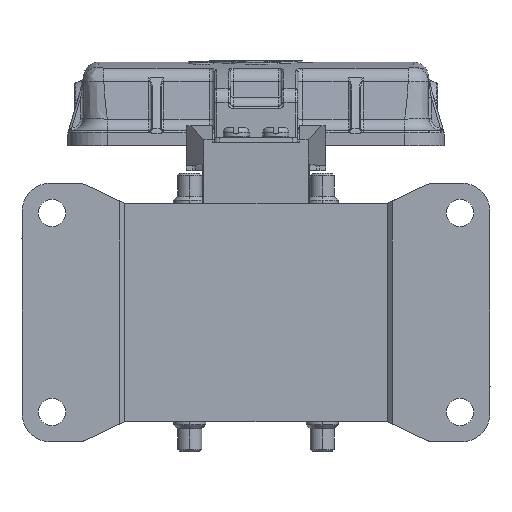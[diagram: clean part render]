
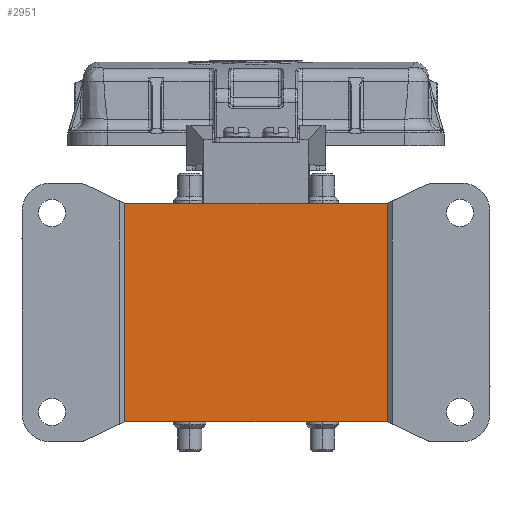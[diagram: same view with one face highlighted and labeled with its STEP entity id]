
A CAD part, front view. The second image highlights one B-rep face of the part: STEP entity #2951.
In plain terms, the highlighted planar face has unit normal (0, -1, 0).
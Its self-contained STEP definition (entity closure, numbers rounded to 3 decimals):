
#706=B_SPLINE_CURVE_WITH_KNOTS('',3,(#42494,#42495,#42496,#42497),
 .UNSPECIFIED.,.F.,.F.,(4,4),(0.,1.),.UNSPECIFIED.);
#824=B_SPLINE_CURVE_WITH_KNOTS('',3,(#44439,#44440,#44441,#44442),
 .UNSPECIFIED.,.F.,.F.,(4,4),(0.,1.),.UNSPECIFIED.);
#826=B_SPLINE_CURVE_WITH_KNOTS('',3,(#44459,#44460,#44461,#44462),
 .UNSPECIFIED.,.F.,.F.,(4,4),(0.,1.),.UNSPECIFIED.);
#828=B_SPLINE_CURVE_WITH_KNOTS('',3,(#44473,#44474,#44475,#44476),
 .UNSPECIFIED.,.F.,.F.,(4,4),(0.,1.),.UNSPECIFIED.);
#830=B_SPLINE_CURVE_WITH_KNOTS('',3,(#44483,#44484,#44485,#44486),
 .UNSPECIFIED.,.F.,.F.,(4,4),(0.,1.),.UNSPECIFIED.);
#831=B_SPLINE_CURVE_WITH_KNOTS('',3,(#44487,#44488,#44489,#44490),
 .UNSPECIFIED.,.F.,.F.,(4,4),(0.,1.),.UNSPECIFIED.);
#832=B_SPLINE_CURVE_WITH_KNOTS('',3,(#44492,#44493,#44494,#44495),
 .UNSPECIFIED.,.F.,.F.,(4,4),(0.,1.),.UNSPECIFIED.);
#833=B_SPLINE_CURVE_WITH_KNOTS('',3,(#44497,#44498,#44499,#44500),
 .UNSPECIFIED.,.F.,.F.,(4,4),(0.,1.),.UNSPECIFIED.);
#1904=PLANE('',#25980);
#2951=ADVANCED_FACE('',(#5025),#1904,.T.);
#5025=FACE_OUTER_BOUND('',#6494,.T.);
#6494=EDGE_LOOP('',(#13074,#13075,#13076,#13077,#13078,#13079,#13080,#13081));
#13074=ORIENTED_EDGE('',*,*,#21845,.F.);
#13075=ORIENTED_EDGE('',*,*,#21106,.T.);
#13076=ORIENTED_EDGE('',*,*,#21851,.F.);
#13077=ORIENTED_EDGE('',*,*,#21838,.F.);
#13078=ORIENTED_EDGE('',*,*,#21852,.F.);
#13079=ORIENTED_EDGE('',*,*,#21853,.F.);
#13080=ORIENTED_EDGE('',*,*,#21854,.F.);
#13081=ORIENTED_EDGE('',*,*,#21849,.F.);
#18591=VERTEX_POINT('',#42493);
#18592=VERTEX_POINT('',#42498);
#19070=VERTEX_POINT('',#44438);
#19071=VERTEX_POINT('',#44443);
#19076=VERTEX_POINT('',#44463);
#19079=VERTEX_POINT('',#44477);
#19080=VERTEX_POINT('',#44491);
#19081=VERTEX_POINT('',#44496);
#21106=EDGE_CURVE('',#18592,#18591,#706,.T.);
#21838=EDGE_CURVE('',#19070,#19071,#824,.T.);
#21845=EDGE_CURVE('',#18592,#19076,#826,.T.);
#21849=EDGE_CURVE('',#19076,#19079,#828,.T.);
#21851=EDGE_CURVE('',#19071,#18591,#830,.T.);
#21852=EDGE_CURVE('',#19080,#19070,#831,.T.);
#21853=EDGE_CURVE('',#19081,#19080,#832,.T.);
#21854=EDGE_CURVE('',#19079,#19081,#833,.T.);
#25980=AXIS2_PLACEMENT_3D('',#44501,#29560,#29561);
#29560=DIRECTION('',(0.,-1.,0.));
#29561=DIRECTION('',(-1.,0.,0.));
#42493=CARTESIAN_POINT('',(-0.65,50.375,62.434));
#42494=CARTESIAN_POINT('',(52.055,50.375,62.434));
#42495=CARTESIAN_POINT('',(34.487,50.375,62.434));
#42496=CARTESIAN_POINT('',(16.918,50.375,62.434));
#42497=CARTESIAN_POINT('',(-0.65,50.375,62.434));
#42498=CARTESIAN_POINT('',(52.055,50.375,62.434));
#44438=CARTESIAN_POINT('',(-0.668,50.375,18.594));
#44439=CARTESIAN_POINT('',(-0.668,50.376,18.594));
#44440=CARTESIAN_POINT('',(-0.668,50.376,33.21));
#44441=CARTESIAN_POINT('',(-0.668,50.376,47.826));
#44442=CARTESIAN_POINT('',(-0.668,50.376,62.441));
#44443=CARTESIAN_POINT('',(-0.668,50.375,62.441));
#44459=CARTESIAN_POINT('',(52.055,50.375,62.434));
#44460=CARTESIAN_POINT('',(52.061,50.375,62.436));
#44461=CARTESIAN_POINT('',(52.066,50.375,62.439));
#44462=CARTESIAN_POINT('',(52.072,50.375,62.442));
#44463=CARTESIAN_POINT('',(52.073,50.375,62.44));
#44473=CARTESIAN_POINT('',(52.073,50.376,62.44));
#44474=CARTESIAN_POINT('',(52.073,50.376,47.825));
#44475=CARTESIAN_POINT('',(52.073,50.376,33.209));
#44476=CARTESIAN_POINT('',(52.073,50.376,18.593));
#44477=CARTESIAN_POINT('',(52.073,50.375,18.593));
#44483=CARTESIAN_POINT('',(-0.667,50.375,62.442));
#44484=CARTESIAN_POINT('',(-0.662,50.375,62.439));
#44485=CARTESIAN_POINT('',(-0.656,50.375,62.436));
#44486=CARTESIAN_POINT('',(-0.65,50.375,62.434));
#44487=CARTESIAN_POINT('',(-0.65,50.375,18.601));
#44488=CARTESIAN_POINT('',(-0.656,50.375,18.598));
#44489=CARTESIAN_POINT('',(-0.661,50.375,18.596));
#44490=CARTESIAN_POINT('',(-0.667,50.375,18.593));
#44491=CARTESIAN_POINT('',(-0.65,50.375,18.6));
#44492=CARTESIAN_POINT('',(52.055,50.375,18.601));
#44493=CARTESIAN_POINT('',(34.487,50.375,18.601));
#44494=CARTESIAN_POINT('',(16.918,50.375,18.601));
#44495=CARTESIAN_POINT('',(-0.65,50.375,18.601));
#44496=CARTESIAN_POINT('',(52.055,50.375,18.601));
#44497=CARTESIAN_POINT('',(52.073,50.375,18.593));
#44498=CARTESIAN_POINT('',(52.067,50.375,18.595));
#44499=CARTESIAN_POINT('',(52.061,50.375,18.598));
#44500=CARTESIAN_POINT('',(52.055,50.375,18.601));
#44501=CARTESIAN_POINT('',(25.703,50.375,40.517));
